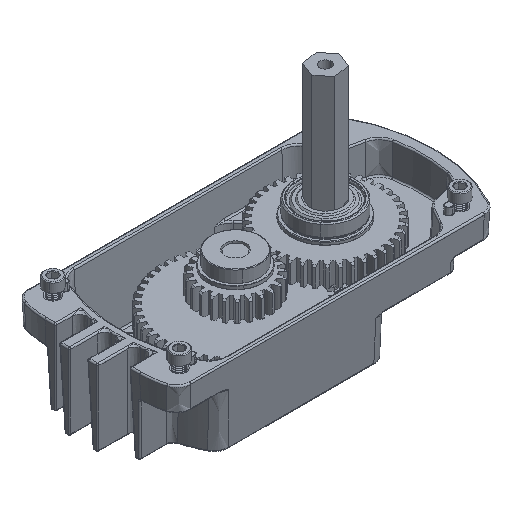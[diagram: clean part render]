
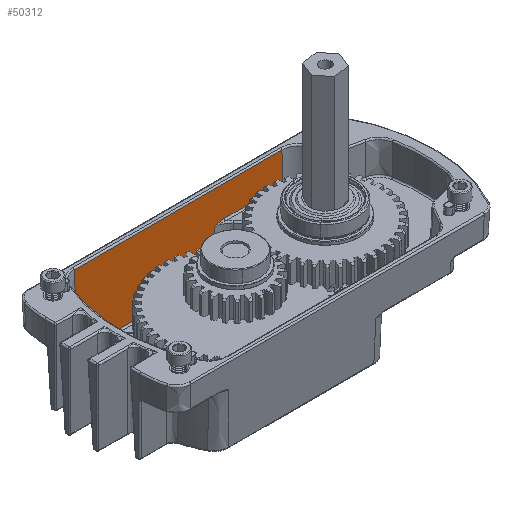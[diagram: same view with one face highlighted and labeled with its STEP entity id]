
A CAD part, isometric view. The second image highlights one B-rep face of the part: STEP entity #50312.
In plain terms, the highlighted face is planar.
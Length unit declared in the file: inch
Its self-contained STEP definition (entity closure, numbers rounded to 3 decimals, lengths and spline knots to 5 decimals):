
#557 = EDGE_CURVE ( 'NONE', #77533, #5139, #44571, .T. ) ;
#881 = EDGE_CURVE ( 'NONE', #5139, #59019, #12799, .T. ) ;
#1213 = EDGE_CURVE ( 'NONE', #46466, #59279, #40322, .T. ) ;
#2965 = VERTEX_POINT ( 'NONE', #47607 ) ;
#3671 = CARTESIAN_POINT ( 'NONE',  ( 1.33094, -1.12611, -0.54587 ) ) ;
#3830 = EDGE_CURVE ( 'NONE', #13969, #47618, #5662, .T. ) ;
#5139 = VERTEX_POINT ( 'NONE', #86658 ) ;
#5491 = ORIENTED_EDGE ( 'NONE', *, *, #92551, .T. ) ;
#5662 = LINE ( 'NONE', #20992, #25590 ) ;
#6282 = CARTESIAN_POINT ( 'NONE',  ( 1.33094, -0.82631, -0.54587 ) ) ;
#6500 = CARTESIAN_POINT ( 'NONE',  ( 1.31069, -0.65121, -1.12574 ) ) ;
#6616 = ORIENTED_EDGE ( 'NONE', *, *, #48281, .T. ) ;
#7465 = ORIENTED_EDGE ( 'NONE', *, *, #89924, .T. ) ;
#9915 = VECTOR ( 'NONE', #59557, 39.37008 ) ;
#10383 = LINE ( 'NONE', #63261, #47993 ) ;
#11062 = CARTESIAN_POINT ( 'NONE',  ( 1.33068, -1.06742, -0.55332 ) ) ;
#12779 = EDGE_CURVE ( 'NONE', #59019, #35191, #32363, .T. ) ;
#12799 = LINE ( 'NONE', #48959, #87026 ) ;
#13969 = VERTEX_POINT ( 'NONE', #14009 ) ;
#14009 = CARTESIAN_POINT ( 'NONE',  ( 1.34916, -2.17803, -0.02413 ) ) ;
#15093 = CARTESIAN_POINT ( 'NONE',  ( 1.33094, -2.16742, -0.54587 ) ) ;
#15348 = CARTESIAN_POINT ( 'NONE',  ( 1.30987, -0.61772, -1.14913 ) ) ;
#17144 = PLANE ( 'NONE',  #58807 ) ;
#17633 = DIRECTION ( 'NONE',  ( 0., -1., 0. ) ) ;
#18171 = CARTESIAN_POINT ( 'NONE',  ( 1.31028, 0.90681, -1.13739 ) ) ;
#19470 = CARTESIAN_POINT ( 'NONE',  ( 1.32925, -0.95571, -0.59413 ) ) ;
#20431 = CARTESIAN_POINT ( 'NONE',  ( 1.32966, -0.9831, -0.58246 ) ) ;
#20740 = ORIENTED_EDGE ( 'NONE', *, *, #557, .T. ) ;
#20992 = CARTESIAN_POINT ( 'NONE',  ( 1.34916, -0.82631, -0.02413 ) ) ;
#21116 = ORIENTED_EDGE ( 'NONE', *, *, #3830, .T. ) ;
#21326 = CARTESIAN_POINT ( 'NONE',  ( 1.31156, -0.72809, -1.10087 ) ) ;
#21503 = LINE ( 'NONE', #44285, #9915 ) ;
#21637 = VERTEX_POINT ( 'NONE', #34822 ) ;
#23715 = EDGE_CURVE ( 'NONE', #21637, #46466, #51420, .T. ) ;
#23905 = ORIENTED_EDGE ( 'NONE', *, *, #85119, .T. ) ;
#24134 = CARTESIAN_POINT ( 'NONE',  ( 1.3113, 0.96042, -1.10819 ) ) ;
#24448 = CARTESIAN_POINT ( 'NONE',  ( 1.30492, -0.6061, -1.29087 ) ) ;
#24753 = CARTESIAN_POINT ( 'NONE',  ( 1.32418, 1.50626, -0.73927 ) ) ;
#25240 = CARTESIAN_POINT ( 'NONE',  ( 1.32925, -0.95571, -0.59413 ) ) ;
#25261 = CARTESIAN_POINT ( 'NONE',  ( 1.30987, 0.89011, -1.14913 ) ) ;
#25590 = VECTOR ( 'NONE', #57088, 39.37008 ) ;
#26076 = EDGE_CURVE ( 'NONE', #47618, #96805, #70661, .T. ) ;
#28028 = LINE ( 'NONE', #6282, #69879 ) ;
#28521 = DIRECTION ( 'NONE',  ( 0., -1., 0. ) ) ;
#29223 = CARTESIAN_POINT ( 'NONE',  ( 1.31028, -0.63441, -1.13738 ) ) ;
#30772 = B_SPLINE_CURVE_WITH_KNOTS ( 'NONE', 3,
 ( #19470, #20431, #80740, #78794, #11062, #42243, #72342, #3671 ),
 .UNSPECIFIED., .F., .F.,
 ( 4, 2, 2, 4 ),
 ( -0.00002, 0.00225, 0.00339, 0.00452 ),
 .UNSPECIFIED. ) ;
#31875 = LINE ( 'NONE', #24448, #61829 ) ;
#32363 = LINE ( 'NONE', #94127, #37876 ) ;
#33327 = ORIENTED_EDGE ( 'NONE', *, *, #881, .T. ) ;
#34822 = CARTESIAN_POINT ( 'NONE',  ( 1.31156, 1.00058, -1.10087 ) ) ;
#35191 = VERTEX_POINT ( 'NONE', #25240 ) ;
#37876 = VECTOR ( 'NONE', #77352, 39.37008 ) ;
#39917 = DIRECTION ( 'NONE',  ( 0.035, 0., 0.999 ) ) ;
#40116 = CARTESIAN_POINT ( 'NONE',  ( 1.33672, 1.51443, -0.38036 ) ) ;
#40322 = LINE ( 'NONE', #63509, #47671 ) ;
#40401 = FACE_OUTER_BOUND ( 'NONE', #51953, .T. ) ;
#42243 = CARTESIAN_POINT ( 'NONE',  ( 1.33088, -1.09644, -0.54766 ) ) ;
#42830 = VECTOR ( 'NONE', #17633, 39.37008 ) ;
#43174 = CARTESIAN_POINT ( 'NONE',  ( 1.31156, -0.94758, -1.10087 ) ) ;
#44285 = CARTESIAN_POINT ( 'NONE',  ( 1.35031, -0.69881, 0.00892 ) ) ;
#44571 = B_SPLINE_CURVE_WITH_KNOTS ( 'NONE', 3,
 ( #15348, #29223, #6500, #81639, #89544, #45570, #44601, #21326 ),
 .UNSPECIFIED., .F., .F.,
 ( 4, 2, 2, 4 ),
 ( -0.00001, 0.00155, 0.00232, 0.0031 ),
 .UNSPECIFIED. ) ;
#44601 = CARTESIAN_POINT ( 'NONE',  ( 1.31156, -0.71774, -1.10087 ) ) ;
#44639 = VERTEX_POINT ( 'NONE', #77783 ) ;
#45570 = CARTESIAN_POINT ( 'NONE',  ( 1.3115, -0.70768, -1.10256 ) ) ;
#46114 = ORIENTED_EDGE ( 'NONE', *, *, #1213, .T. ) ;
#46449 = CARTESIAN_POINT ( 'NONE',  ( 1.31069, 0.92364, -1.12575 ) ) ;
#46466 = VERTEX_POINT ( 'NONE', #25261 ) ;
#47340 = CARTESIAN_POINT ( 'NONE',  ( 1.35, -0.82631, 0. ) ) ;
#47538 = CARTESIAN_POINT ( 'NONE',  ( 1.34294, 1.51847, -0.20224 ) ) ;
#47607 = CARTESIAN_POINT ( 'NONE',  ( 1.30492, -0.60779, -1.29087 ) ) ;
#47618 = VERTEX_POINT ( 'NONE', #69666 ) ;
#47671 = VECTOR ( 'NONE', #63013, 39.37008 ) ;
#47993 = VECTOR ( 'NONE', #77616, 39.37008 ) ;
#48107 = EDGE_CURVE ( 'NONE', #96805, #21637, #92774, .T. ) ;
#48281 = EDGE_CURVE ( 'NONE', #59279, #2965, #31875, .T. ) ;
#48959 = CARTESIAN_POINT ( 'NONE',  ( 1.31156, -0.82631, -1.10087 ) ) ;
#50312 = ADVANCED_FACE ( 'NONE', ( #40401 ), #17144, .T. ) ;
#51420 = B_SPLINE_CURVE_WITH_KNOTS ( 'NONE', 3,
 ( #54325, #69102, #61702, #24134, #92346, #46449, #18171, #84447 ),
 .UNSPECIFIED., .F., .F.,
 ( 4, 2, 2, 4 ),
 ( 0., 0.00078, 0.00156, 0.00311 ),
 .UNSPECIFIED. ) ;
#51953 = EDGE_LOOP ( 'NONE', ( #82417, #20740, #33327, #71051, #23905, #5491, #7465, #21116, #84893, #66394, #87117, #46114, #6616 ) ) ;
#53656 = DIRECTION ( 'NONE',  ( 0., -1., 0. ) ) ;
#54325 = CARTESIAN_POINT ( 'NONE',  ( 1.31156, 1.00058, -1.10087 ) ) ;
#57088 = DIRECTION ( 'NONE',  ( 0., 1., 0. ) ) ;
#58807 = AXIS2_PLACEMENT_3D ( 'NONE', #47340, #77457, #39917 ) ;
#59019 = VERTEX_POINT ( 'NONE', #43174 ) ;
#59279 = VERTEX_POINT ( 'NONE', #79966 ) ;
#59557 = DIRECTION ( 'NONE',  ( 0.035, -0.07, 0.997 ) ) ;
#61702 = CARTESIAN_POINT ( 'NONE',  ( 1.3115, 0.98016, -1.10256 ) ) ;
#61829 = VECTOR ( 'NONE', #53656, 39.37008 ) ;
#62329 = CARTESIAN_POINT ( 'NONE',  ( 1.3305, 1.51037, -0.55847 ) ) ;
#62815 = CARTESIAN_POINT ( 'NONE',  ( 1.31156, 1.49799, -1.10087 ) ) ;
#63013 = DIRECTION ( 'NONE',  ( -0.035, -0.085, -0.996 ) ) ;
#63261 = CARTESIAN_POINT ( 'NONE',  ( 1.35012, -2.17859, 0.00354 ) ) ;
#63509 = CARTESIAN_POINT ( 'NONE',  ( 1.30498, 0.87817, -1.28924 ) ) ;
#65655 = CARTESIAN_POINT ( 'NONE',  ( 1.31156, 1.49799, -1.10087 ) ) ;
#66394 = ORIENTED_EDGE ( 'NONE', *, *, #48107, .T. ) ;
#69102 = CARTESIAN_POINT ( 'NONE',  ( 1.31156, 0.99023, -1.10087 ) ) ;
#69547 = CARTESIAN_POINT ( 'NONE',  ( 1.31156, -0.82631, -1.10087 ) ) ;
#69666 = CARTESIAN_POINT ( 'NONE',  ( 1.34916, 1.5225, -0.02413 ) ) ;
#69879 = VECTOR ( 'NONE', #28521, 39.37008 ) ;
#70226 = CARTESIAN_POINT ( 'NONE',  ( 1.31787, 1.50213, -0.92007 ) ) ;
#70661 = B_SPLINE_CURVE_WITH_KNOTS ( 'NONE', 3,
 ( #84108, #47538, #40116, #62329, #24753, #70226, #62815 ),
 .UNSPECIFIED., .F., .F.,
 ( 4, 3, 4 ),
 ( 0.00061, 0.0142, 0.02799 ),
 .UNSPECIFIED. ) ;
#71051 = ORIENTED_EDGE ( 'NONE', *, *, #12779, .T. ) ;
#72342 = CARTESIAN_POINT ( 'NONE',  ( 1.33094, -1.11112, -0.54587 ) ) ;
#73139 = DIRECTION ( 'NONE',  ( 0., -1., 0. ) ) ;
#77352 = DIRECTION ( 'NONE',  ( 0.035, -0.016, 0.999 ) ) ;
#77457 = DIRECTION ( 'NONE',  ( -0.999, 0., 0.035 ) ) ;
#77533 = VERTEX_POINT ( 'NONE', #82423 ) ;
#77616 = DIRECTION ( 'NONE',  ( 0.035, -0.02, 0.999 ) ) ;
#77783 = CARTESIAN_POINT ( 'NONE',  ( 1.33094, -1.12611, -0.54587 ) ) ;
#78794 = CARTESIAN_POINT ( 'NONE',  ( 1.33054, -1.05305, -0.55724 ) ) ;
#79966 = CARTESIAN_POINT ( 'NONE',  ( 1.30492, 0.87803, -1.29087 ) ) ;
#80740 = CARTESIAN_POINT ( 'NONE',  ( 1.33006, -1.01055, -0.57089 ) ) ;
#81639 = CARTESIAN_POINT ( 'NONE',  ( 1.31116, -0.67845, -1.11212 ) ) ;
#82417 = ORIENTED_EDGE ( 'NONE', *, *, #88757, .T. ) ;
#82423 = CARTESIAN_POINT ( 'NONE',  ( 1.30987, -0.61772, -1.14913 ) ) ;
#84108 = CARTESIAN_POINT ( 'NONE',  ( 1.34916, 1.5225, -0.02413 ) ) ;
#84447 = CARTESIAN_POINT ( 'NONE',  ( 1.30987, 0.89011, -1.14913 ) ) ;
#84893 = ORIENTED_EDGE ( 'NONE', *, *, #26076, .T. ) ;
#85119 = EDGE_CURVE ( 'NONE', #35191, #44639, #30772, .T. ) ;
#86658 = CARTESIAN_POINT ( 'NONE',  ( 1.31156, -0.72809, -1.10087 ) ) ;
#87026 = VECTOR ( 'NONE', #73139, 39.37008 ) ;
#87117 = ORIENTED_EDGE ( 'NONE', *, *, #23715, .T. ) ;
#88757 = EDGE_CURVE ( 'NONE', #2965, #77533, #21503, .T. ) ;
#89544 = CARTESIAN_POINT ( 'NONE',  ( 1.3113, -0.68796, -1.10819 ) ) ;
#89924 = EDGE_CURVE ( 'NONE', #96132, #13969, #10383, .T. ) ;
#92346 = CARTESIAN_POINT ( 'NONE',  ( 1.31116, 0.9509, -1.11213 ) ) ;
#92551 = EDGE_CURVE ( 'NONE', #44639, #96132, #28028, .T. ) ;
#92774 = LINE ( 'NONE', #69547, #42830 ) ;
#94127 = CARTESIAN_POINT ( 'NONE',  ( 1.33017, -0.95614, -0.56779 ) ) ;
#96132 = VERTEX_POINT ( 'NONE', #15093 ) ;
#96805 = VERTEX_POINT ( 'NONE', #65655 ) ;
